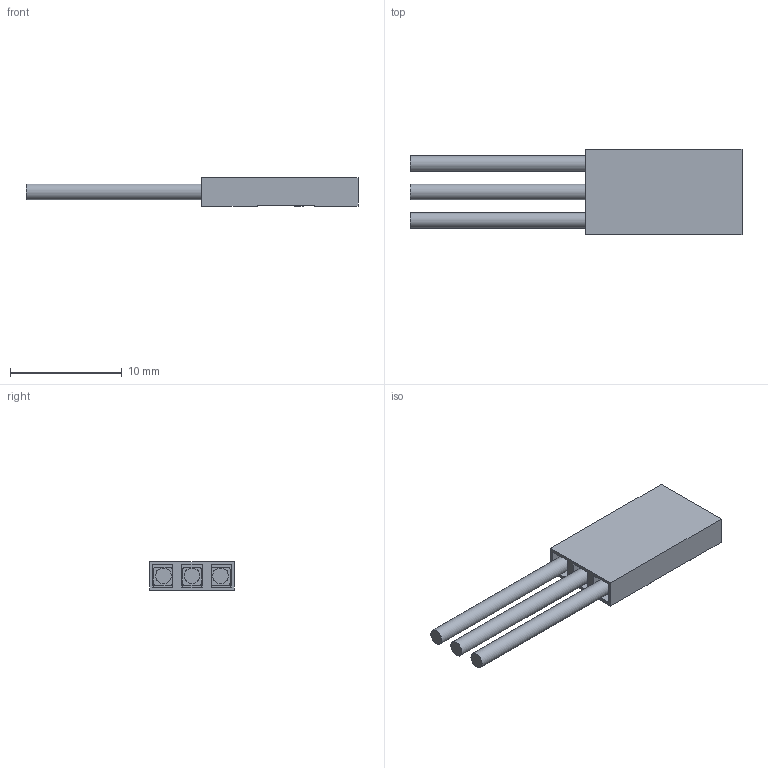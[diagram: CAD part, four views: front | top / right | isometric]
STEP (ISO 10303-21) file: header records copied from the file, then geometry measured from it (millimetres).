
FILE_DESCRIPTION(('FreeCAD Model'),'2;1');
FILE_NAME('3pin-female-2.54mm-connector.step','2017-04-03T14:02:50',(''),(''), 'Open CASCADE STEP processor 6.8','FreeCAD','Unknown');
FILE_SCHEMA(('AUTOMOTIVE_DESIGN_CC2 { 1 2 10303 214 -1 1 5 4 }'));
Length unit declared in the file: millimetre
Products named in the file (8): ASSEMBLY; vcc-wire; wire-gnd; vcc-signal; pin1; pin2; pin3; connector
Assembly tree (7 placements, depth 2):
  ASSEMBLY
    vcc-wire
    wire-gnd
    vcc-signal
    pin1
    pin2
    pin3
    connector
Bounding box: 29.7 x 7.6 x 2.57 mm (x, y, z)
Volume: 253 mm3; surface area: 1186 mm2
Topology: 7 solids, 7 shells, 161 faces, 459 edges, 304 vertices
Faces by surface type: plane 140, cylinder 21
Full cylindrical faces by diameter (mm): 1.4 x3
Entity records: 11330 total; most frequent: CARTESIAN_POINT 2063, DIRECTION 1634, LINE 1188, VECTOR 1188, ORIENTED_EDGE 918, PCURVE 918, DEFINITIONAL_REPRESENTATION 918, EDGE_CURVE 459
